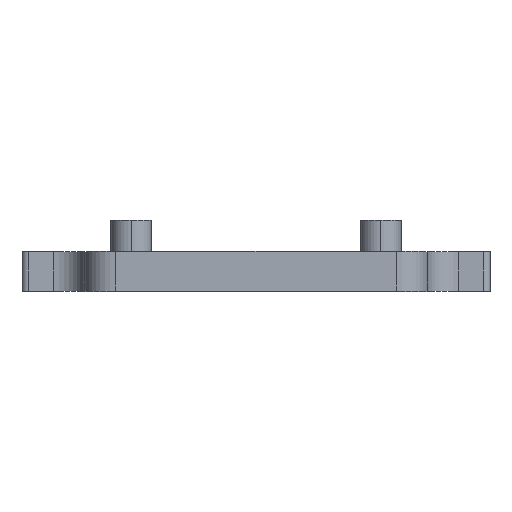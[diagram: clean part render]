
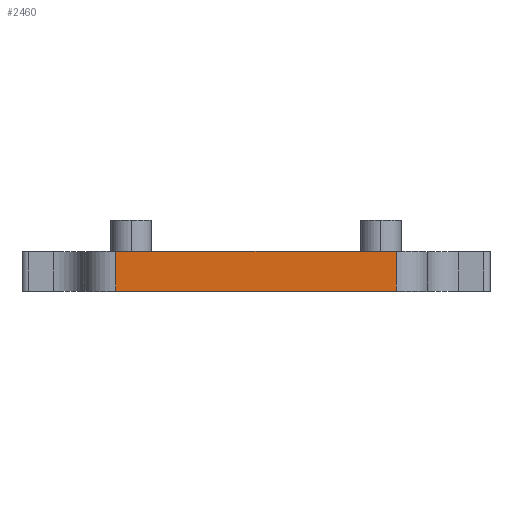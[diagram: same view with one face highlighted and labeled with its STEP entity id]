
A CAD part, top view. The second image highlights one B-rep face of the part: STEP entity #2460.
In plain terms, the highlighted planar face has unit normal (0, 0, 1).
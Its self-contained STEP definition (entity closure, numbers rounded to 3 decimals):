
#88 = AXIS2_PLACEMENT_3D ( 'NONE', #2544, #2430, #3015 ) ;
#227 = VERTEX_POINT ( 'NONE', #2521 ) ;
#315 = CARTESIAN_POINT ( 'NONE',  ( -22.5, 6.35, 27.5 ) ) ;
#348 = ORIENTED_EDGE ( 'NONE', *, *, #1861, .T. ) ;
#473 = FACE_OUTER_BOUND ( 'NONE', #1591, .T. ) ;
#822 = EDGE_CURVE ( 'NONE', #3070, #2163, #2804, .T. ) ;
#1002 = ORIENTED_EDGE ( 'NONE', *, *, #2005, .T. ) ;
#1141 = CARTESIAN_POINT ( 'NONE',  ( 22.5, 6.35, 27.5 ) ) ;
#1183 = DIRECTION ( 'NONE',  ( 0., -1., 0. ) ) ;
#1280 = ORIENTED_EDGE ( 'NONE', *, *, #3329, .T. ) ;
#1460 = LINE ( 'NONE', #315, #3252 ) ;
#1477 = VERTEX_POINT ( 'NONE', #2089 ) ;
#1506 = LINE ( 'NONE', #1141, #2133 ) ;
#1591 = EDGE_LOOP ( 'NONE', ( #1971, #1280, #1002, #348 ) ) ;
#1861 = EDGE_CURVE ( 'NONE', #227, #2163, #1506, .T. ) ;
#1900 = PLANE ( 'NONE',  #88 ) ;
#1951 = VECTOR ( 'NONE', #3303, 1000. ) ;
#1971 = ORIENTED_EDGE ( 'NONE', *, *, #822, .F. ) ;
#2005 = EDGE_CURVE ( 'NONE', #1477, #227, #2160, .T. ) ;
#2062 = DIRECTION ( 'NONE',  ( 0., 1., 0. ) ) ;
#2089 = CARTESIAN_POINT ( 'NONE',  ( -22.5, 0., 27.5 ) ) ;
#2133 = VECTOR ( 'NONE', #2062, 1000. ) ;
#2160 = LINE ( 'NONE', #2487, #2884 ) ;
#2163 = VERTEX_POINT ( 'NONE', #2589 ) ;
#2267 = CARTESIAN_POINT ( 'NONE',  ( -27.5, 6.35, 27.5 ) ) ;
#2430 = DIRECTION ( 'NONE',  ( 0., 0., -1. ) ) ;
#2460 = ADVANCED_FACE ( 'NONE', ( #473 ), #1900, .F. ) ;
#2487 = CARTESIAN_POINT ( 'NONE',  ( -27.5, 0., 27.5 ) ) ;
#2521 = CARTESIAN_POINT ( 'NONE',  ( 22.5, 0., 27.5 ) ) ;
#2544 = CARTESIAN_POINT ( 'NONE',  ( -27.5, 6.35, 27.5 ) ) ;
#2589 = CARTESIAN_POINT ( 'NONE',  ( 22.5, 6.35, 27.5 ) ) ;
#2804 = LINE ( 'NONE', #2267, #1951 ) ;
#2884 = VECTOR ( 'NONE', #3579, 1000. ) ;
#3015 = DIRECTION ( 'NONE',  ( -1., 0., 0. ) ) ;
#3070 = VERTEX_POINT ( 'NONE', #3255 ) ;
#3252 = VECTOR ( 'NONE', #1183, 1000. ) ;
#3255 = CARTESIAN_POINT ( 'NONE',  ( -22.5, 6.35, 27.5 ) ) ;
#3303 = DIRECTION ( 'NONE',  ( 1., 0., 0. ) ) ;
#3329 = EDGE_CURVE ( 'NONE', #3070, #1477, #1460, .T. ) ;
#3579 = DIRECTION ( 'NONE',  ( 1., 0., 0. ) ) ;
